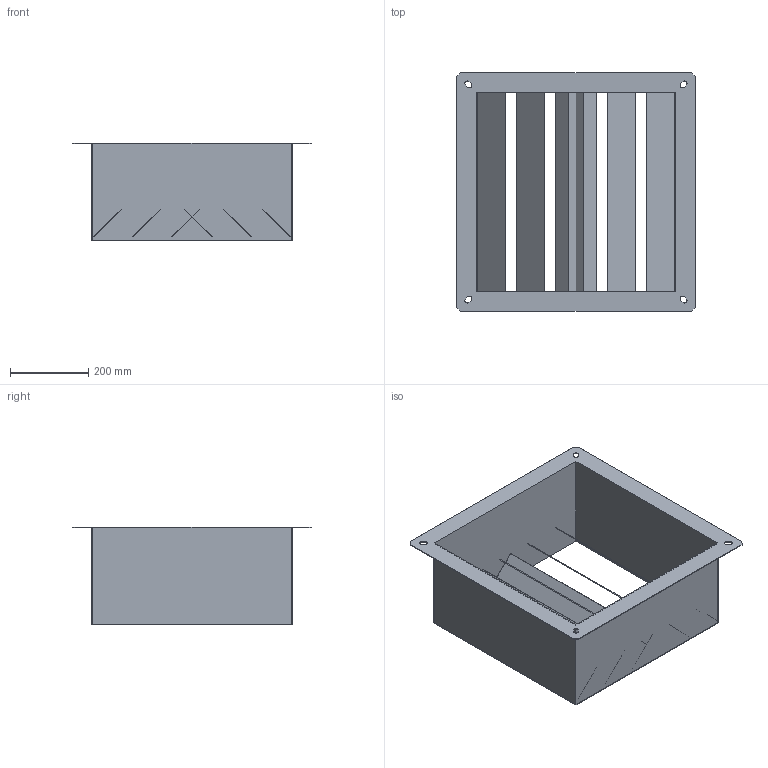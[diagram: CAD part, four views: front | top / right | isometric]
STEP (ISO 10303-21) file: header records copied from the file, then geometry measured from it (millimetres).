
FILE_DESCRIPTION (( 'STEP AP203' ), '1' );
FILE_NAME ('5TS1952_TSP 50-56.STEP', '2022-02-21T08:18:33', ( '' ), ( '' ), 'SwSTEP 2.0', 'SolidWorks 2018', '' );
FILE_SCHEMA (( 'CONFIG_CONTROL_DESIGN' ));
Length unit declared in the file: millimetre
Products named in the file (1): 5TS1952_TSP 50-56
Bounding box: 610 x 610 x 250 mm (x, y, z)
Volume: 1503944.7 mm3; surface area: 1860778.4 mm2
Topology: 1 solids, 1 shells, 61 faces, 174 edges, 116 vertices
Faces by surface type: plane 43, cylinder 18
Entity records: 2101 total; most frequent: CARTESIAN_POINT 352, ORIENTED_EDGE 348, DIRECTION 334, EDGE_CURVE 174, VECTOR 138, LINE 138, VERTEX_POINT 116, AXIS2_PLACEMENT_3D 98
